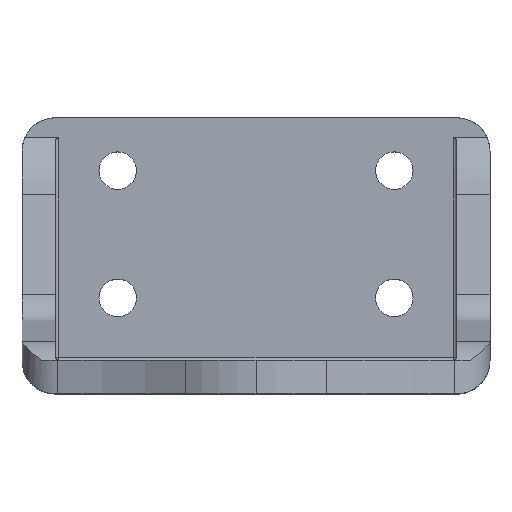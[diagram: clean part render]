
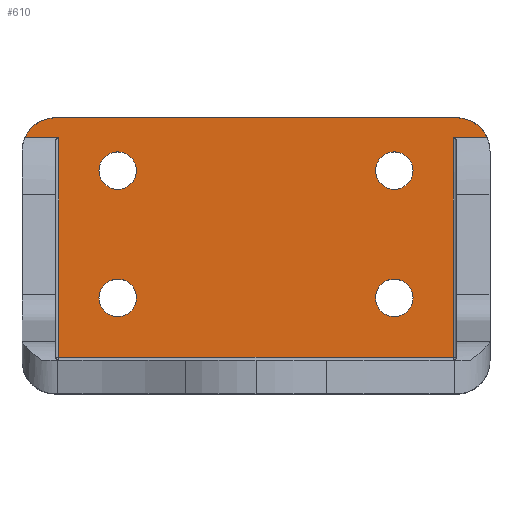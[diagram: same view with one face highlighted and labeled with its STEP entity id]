
A CAD part, top view. The second image highlights one B-rep face of the part: STEP entity #610.
In plain terms, the highlighted planar face has unit normal (0, 0, 1).
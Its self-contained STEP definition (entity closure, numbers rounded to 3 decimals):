
#17 = FACE_BOUND ( 'NONE', #39, .T. ) ;
#34 = FACE_BOUND ( 'NONE', #267, .T. ) ;
#35 = VERTEX_POINT ( 'NONE', #1635 ) ;
#39 = EDGE_LOOP ( 'NONE', ( #488, #490 ) ) ;
#84 = EDGE_LOOP ( 'NONE', ( #367, #368, #371, #377, #387, #388, #442, #455 ) ) ;
#130 = VERTEX_POINT ( 'NONE', #1540 ) ;
#150 = FACE_BOUND ( 'NONE', #572, .T. ) ;
#195 = EDGE_LOOP ( 'NONE', ( #328, #327 ) ) ;
#220 = VERTEX_POINT ( 'NONE', #1531 ) ;
#241 = VERTEX_POINT ( 'NONE', #1528 ) ;
#250 = VERTEX_POINT ( 'NONE', #1533 ) ;
#257 = VERTEX_POINT ( 'NONE', #1527 ) ;
#263 = FACE_BOUND ( 'NONE', #195, .T. ) ;
#267 = EDGE_LOOP ( 'NONE', ( #340, #326 ) ) ;
#288 = VERTEX_POINT ( 'NONE', #1518 ) ;
#311 = VERTEX_POINT ( 'NONE', #1517 ) ;
#317 = VERTEX_POINT ( 'NONE', #1534 ) ;
#326 = ORIENTED_EDGE ( 'NONE', *, *, #1151, .F. ) ;
#327 = ORIENTED_EDGE ( 'NONE', *, *, #1196, .F. ) ;
#328 = ORIENTED_EDGE ( 'NONE', *, *, #1203, .F. ) ;
#338 = ORIENTED_EDGE ( 'NONE', *, *, #998, .F. ) ;
#340 = ORIENTED_EDGE ( 'NONE', *, *, #1214, .F. ) ;
#341 = ORIENTED_EDGE ( 'NONE', *, *, #1232, .F. ) ;
#343 = FACE_OUTER_BOUND ( 'NONE', #84, .T. ) ;
#367 = ORIENTED_EDGE ( 'NONE', *, *, #1034, .F. ) ;
#368 = ORIENTED_EDGE ( 'NONE', *, *, #1130, .T. ) ;
#369 = VERTEX_POINT ( 'NONE', #1510 ) ;
#371 = ORIENTED_EDGE ( 'NONE', *, *, #1081, .T. ) ;
#377 = ORIENTED_EDGE ( 'NONE', *, *, #1084, .T. ) ;
#387 = ORIENTED_EDGE ( 'NONE', *, *, #1085, .T. ) ;
#388 = ORIENTED_EDGE ( 'NONE', *, *, #1148, .T. ) ;
#392 = VERTEX_POINT ( 'NONE', #1504 ) ;
#413 = VERTEX_POINT ( 'NONE', #1487 ) ;
#418 = VERTEX_POINT ( 'NONE', #1496 ) ;
#420 = VERTEX_POINT ( 'NONE', #1486 ) ;
#442 = ORIENTED_EDGE ( 'NONE', *, *, #1043, .F. ) ;
#455 = ORIENTED_EDGE ( 'NONE', *, *, #1237, .T. ) ;
#474 = VERTEX_POINT ( 'NONE', #1502 ) ;
#488 = ORIENTED_EDGE ( 'NONE', *, *, #1235, .F. ) ;
#490 = ORIENTED_EDGE ( 'NONE', *, *, #1057, .F. ) ;
#559 = VERTEX_POINT ( 'NONE', #1435 ) ;
#572 = EDGE_LOOP ( 'NONE', ( #341, #338 ) ) ;
#610 = ADVANCED_FACE ( 'NONE', ( #343, #17, #150, #263, #34 ), #1933, .T. ) ;
#684 = CARTESIAN_POINT ( 'NONE',  ( 20.65, -6.25, 0. ) ) ;
#689 = DIRECTION ( 'NONE',  ( 0., 0., 1. ) ) ;
#701 = DIRECTION ( 'NONE',  ( 0., -1., 0. ) ) ;
#702 = CARTESIAN_POINT ( 'NONE',  ( -29.45, 0., 0. ) ) ;
#704 = DIRECTION ( 'NONE',  ( 0., 0., 1. ) ) ;
#706 = DIRECTION ( 'NONE',  ( 1., 0., 0. ) ) ;
#721 = DIRECTION ( 'NONE',  ( 1., 0., 0. ) ) ;
#722 = CARTESIAN_POINT ( 'NONE',  ( 20.65, 12.75, 0. ) ) ;
#733 = LINE ( 'NONE', #1906, #829 ) ;
#741 = CIRCLE ( 'NONE', #1243, 2.8 ) ;
#743 = LINE ( 'NONE', #1948, #918 ) ;
#747 = CIRCLE ( 'NONE', #1245, 2.8 ) ;
#759 = VECTOR ( 'NONE', #2000, 1000. ) ;
#772 = CIRCLE ( 'NONE', #971, 2.8 ) ;
#789 = CIRCLE ( 'NONE', #972, 5. ) ;
#807 = CIRCLE ( 'NONE', #1022, 2.8 ) ;
#808 = CIRCLE ( 'NONE', #1183, 2.8 ) ;
#819 = VECTOR ( 'NONE', #1581, 1000. ) ;
#823 = CIRCLE ( 'NONE', #1179, 5. ) ;
#827 = VECTOR ( 'NONE', #1733, 1000. ) ;
#829 = VECTOR ( 'NONE', #1718, 1000. ) ;
#834 = LINE ( 'NONE', #1996, #759 ) ;
#875 = VECTOR ( 'NONE', #701, 1000. ) ;
#879 = CIRCLE ( 'NONE', #1252, 2.8 ) ;
#880 = CIRCLE ( 'NONE', #1174, 2.8 ) ;
#918 = VECTOR ( 'NONE', #1988, 1000. ) ;
#932 = LINE ( 'NONE', #1903, #827 ) ;
#952 = CIRCLE ( 'NONE', #1051, 2.8 ) ;
#953 = LINE ( 'NONE', #1734, #819 ) ;
#955 = LINE ( 'NONE', #702, #875 ) ;
#971 = AXIS2_PLACEMENT_3D ( 'NONE', #1494, #1402, #1455 ) ;
#972 = AXIS2_PLACEMENT_3D ( 'NONE', #1383, #1401, #1844 ) ;
#998 = EDGE_CURVE ( 'NONE', #35, #130, #952, .T. ) ;
#1011 = AXIS2_PLACEMENT_3D ( 'NONE', #1434, #1405, #1956 ) ;
#1022 = AXIS2_PLACEMENT_3D ( 'NONE', #1607, #1610, #1608 ) ;
#1034 = EDGE_CURVE ( 'NONE', #369, #220, #834, .T. ) ;
#1043 = EDGE_CURVE ( 'NONE', #241, #474, #953, .T. ) ;
#1051 = AXIS2_PLACEMENT_3D ( 'NONE', #1938, #1737, #1778 ) ;
#1057 = EDGE_CURVE ( 'NONE', #288, #257, #807, .T. ) ;
#1081 = EDGE_CURVE ( 'NONE', #250, #317, #932, .T. ) ;
#1084 = EDGE_CURVE ( 'NONE', #317, #418, #823, .T. ) ;
#1085 = EDGE_CURVE ( 'NONE', #418, #392, #733, .T. ) ;
#1130 = EDGE_CURVE ( 'NONE', #369, #250, #743, .T. ) ;
#1148 = EDGE_CURVE ( 'NONE', #392, #474, #789, .T. ) ;
#1151 = EDGE_CURVE ( 'NONE', #559, #311, #772, .T. ) ;
#1174 = AXIS2_PLACEMENT_3D ( 'NONE', #684, #689, #706 ) ;
#1179 = AXIS2_PLACEMENT_3D ( 'NONE', #1721, #1722, #1719 ) ;
#1183 = AXIS2_PLACEMENT_3D ( 'NONE', #722, #704, #721 ) ;
#1196 = EDGE_CURVE ( 'NONE', #413, #420, #741, .T. ) ;
#1203 = EDGE_CURVE ( 'NONE', #420, #413, #747, .T. ) ;
#1214 = EDGE_CURVE ( 'NONE', #311, #559, #879, .T. ) ;
#1232 = EDGE_CURVE ( 'NONE', #130, #35, #880, .T. ) ;
#1235 = EDGE_CURVE ( 'NONE', #257, #288, #808, .T. ) ;
#1237 = EDGE_CURVE ( 'NONE', #241, #220, #955, .T. ) ;
#1243 = AXIS2_PLACEMENT_3D ( 'NONE', #1766, #1754, #1816 ) ;
#1245 = AXIS2_PLACEMENT_3D ( 'NONE', #1862, #1891, #1806 ) ;
#1252 = AXIS2_PLACEMENT_3D ( 'NONE', #1823, #1856, #1811 ) ;
#1383 = CARTESIAN_POINT ( 'NONE',  ( -29.95, 15.65, 0. ) ) ;
#1401 = DIRECTION ( 'NONE',  ( 0., 0., 1. ) ) ;
#1402 = DIRECTION ( 'NONE',  ( 0., 0., 1. ) ) ;
#1405 = DIRECTION ( 'NONE',  ( 0., 0., 1. ) ) ;
#1434 = CARTESIAN_POINT ( 'NONE',  ( 0., 0., 0. ) ) ;
#1435 = CARTESIAN_POINT ( 'NONE',  ( -23.45, 12.75, 0. ) ) ;
#1455 = DIRECTION ( 'NONE',  ( 1., 0., 0. ) ) ;
#1486 = CARTESIAN_POINT ( 'NONE',  ( -17.85, -6.25, 0. ) ) ;
#1487 = CARTESIAN_POINT ( 'NONE',  ( -23.45, -6.25, 0. ) ) ;
#1494 = CARTESIAN_POINT ( 'NONE',  ( -20.65, 12.75, 0. ) ) ;
#1496 = CARTESIAN_POINT ( 'NONE',  ( 29.95, 20.65, 0. ) ) ;
#1502 = CARTESIAN_POINT ( 'NONE',  ( -34.533, 17.65, 0. ) ) ;
#1504 = CARTESIAN_POINT ( 'NONE',  ( -29.95, 20.65, 0. ) ) ;
#1510 = CARTESIAN_POINT ( 'NONE',  ( 29.45, -15.15, 0. ) ) ;
#1517 = CARTESIAN_POINT ( 'NONE',  ( -17.85, 12.75, 0. ) ) ;
#1518 = CARTESIAN_POINT ( 'NONE',  ( 17.85, 12.75, 0. ) ) ;
#1527 = CARTESIAN_POINT ( 'NONE',  ( 23.45, 12.75, 0. ) ) ;
#1528 = CARTESIAN_POINT ( 'NONE',  ( -29.45, 17.65, 0. ) ) ;
#1531 = CARTESIAN_POINT ( 'NONE',  ( -29.45, -15.15, 0. ) ) ;
#1533 = CARTESIAN_POINT ( 'NONE',  ( 29.45, 17.65, 0. ) ) ;
#1534 = CARTESIAN_POINT ( 'NONE',  ( 34.533, 17.65, 0. ) ) ;
#1540 = CARTESIAN_POINT ( 'NONE',  ( 23.45, -6.25, 0. ) ) ;
#1581 = DIRECTION ( 'NONE',  ( -1., 0., 0. ) ) ;
#1607 = CARTESIAN_POINT ( 'NONE',  ( 20.65, 12.75, 0. ) ) ;
#1608 = DIRECTION ( 'NONE',  ( 1., 0., 0. ) ) ;
#1610 = DIRECTION ( 'NONE',  ( 0., 0., 1. ) ) ;
#1635 = CARTESIAN_POINT ( 'NONE',  ( 17.85, -6.25, 0. ) ) ;
#1718 = DIRECTION ( 'NONE',  ( -1., 0., 0. ) ) ;
#1719 = DIRECTION ( 'NONE',  ( 1., 0., 0. ) ) ;
#1721 = CARTESIAN_POINT ( 'NONE',  ( 29.95, 15.65, 0. ) ) ;
#1722 = DIRECTION ( 'NONE',  ( 0., 0., 1. ) ) ;
#1733 = DIRECTION ( 'NONE',  ( 1., 0., 0. ) ) ;
#1734 = CARTESIAN_POINT ( 'NONE',  ( -29.95, 17.65, 0. ) ) ;
#1737 = DIRECTION ( 'NONE',  ( 0., 0., 1. ) ) ;
#1754 = DIRECTION ( 'NONE',  ( 0., 0., 1. ) ) ;
#1766 = CARTESIAN_POINT ( 'NONE',  ( -20.65, -6.25, 0. ) ) ;
#1778 = DIRECTION ( 'NONE',  ( 1., 0., 0. ) ) ;
#1806 = DIRECTION ( 'NONE',  ( 1., 0., 0. ) ) ;
#1811 = DIRECTION ( 'NONE',  ( 1., 0., 0. ) ) ;
#1816 = DIRECTION ( 'NONE',  ( 1., 0., 0. ) ) ;
#1823 = CARTESIAN_POINT ( 'NONE',  ( -20.65, 12.75, 0. ) ) ;
#1844 = DIRECTION ( 'NONE',  ( 1., 0., 0. ) ) ;
#1856 = DIRECTION ( 'NONE',  ( 0., 0., 1. ) ) ;
#1862 = CARTESIAN_POINT ( 'NONE',  ( -20.65, -6.25, 0. ) ) ;
#1891 = DIRECTION ( 'NONE',  ( 0., 0., 1. ) ) ;
#1903 = CARTESIAN_POINT ( 'NONE',  ( 29.95, 17.65, 0. ) ) ;
#1906 = CARTESIAN_POINT ( 'NONE',  ( -34.95, 20.65, 0. ) ) ;
#1933 = PLANE ( 'NONE',  #1011 ) ;
#1938 = CARTESIAN_POINT ( 'NONE',  ( 20.65, -6.25, 0. ) ) ;
#1948 = CARTESIAN_POINT ( 'NONE',  ( 29.45, 0., 0. ) ) ;
#1956 = DIRECTION ( 'NONE',  ( 1., 0., 0. ) ) ;
#1988 = DIRECTION ( 'NONE',  ( 0., 1., 0. ) ) ;
#1996 = CARTESIAN_POINT ( 'NONE',  ( 34.95, -15.15, 0. ) ) ;
#2000 = DIRECTION ( 'NONE',  ( -1., 0., 0. ) ) ;
